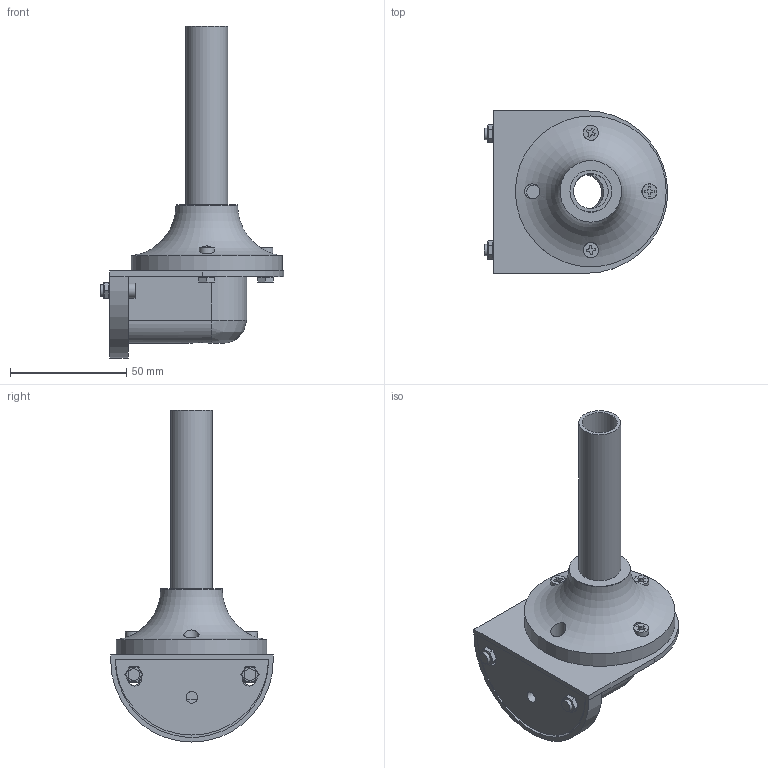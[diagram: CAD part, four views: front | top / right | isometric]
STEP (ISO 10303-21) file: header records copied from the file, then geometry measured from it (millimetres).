
FILE_DESCRIPTION((''),'2;1');
FILE_NAME('127232.stp','2019-10-01T14:58:44',('e.eickhoff'),(''),'Autodesk Inventor 2012','Autodesk Inventor 2012','');
FILE_SCHEMA(('AUTOMOTIVE_DESIGN { 1 0 10303 214 1 1 1 1 }'));
Length unit declared in the file: millimetre
Products named in the file (7): 127232r; 127225; 127231; Gummi Adeckung; Hauptteil; Mutter; Schraube
Assembly tree (14 placements, depth 3):
  127232r
    127225
    127231
      Gummi Adeckung
      Hauptteil
    Mutter  x5
    Schraube  x5
Bounding box: 79.03 x 70.04 x 143 mm (x, y, z)
Volume: 82885.9 mm3; surface area: 45705.2 mm2
Topology: 13 solids, 13 shells, 286 faces, 680 edges, 431 vertices
Faces by surface type: plane 152, cylinder 130, sphere 2, torus 1, bspline 1
Full cylindrical faces by diameter (mm): 4.2 x5, 5 x6, 6 x4, 6.4 x5, 6.5 x4, 15 x3, 18 x1, 26.5 x1, 65 x1
Entity records: 3958 total; most frequent: CARTESIAN_POINT 859, DIRECTION 606, ORIENTED_EDGE 514, EDGE_CURVE 257, AXIS2_PLACEMENT_3D 228, VERTEX_POINT 176, EDGE_LOOP 169, VECTOR 150
